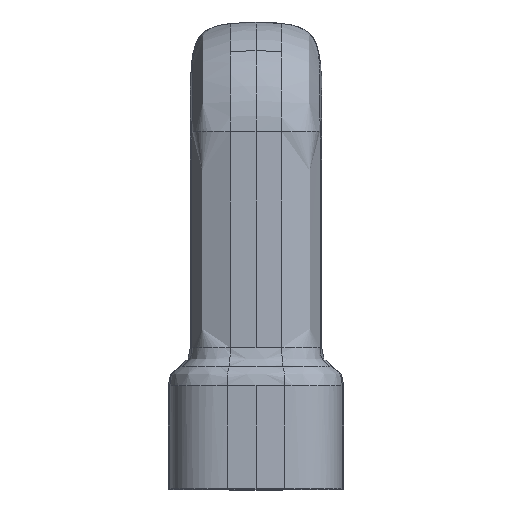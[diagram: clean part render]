
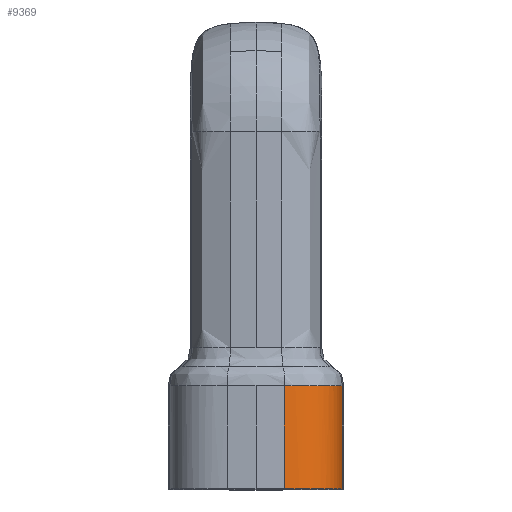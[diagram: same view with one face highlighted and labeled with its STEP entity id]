
A CAD part, left-side view. The second image highlights one B-rep face of the part: STEP entity #9369.
In plain terms, the highlighted free-form (B-spline) face has degree [3, 1] with [14, 2] control points.
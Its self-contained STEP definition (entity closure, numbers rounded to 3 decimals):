
#158 = CARTESIAN_POINT ( 'NONE',  ( -164.353, -5.088, 7.134 ) ) ;
#232 = CARTESIAN_POINT ( 'NONE',  ( -165.353, -3.925, 7.134 ) ) ;
#288 = CARTESIAN_POINT ( 'NONE',  ( -164.923, -4.563, 0.1 ) ) ;
#484 = B_SPLINE_CURVE_WITH_KNOTS ( 'NONE', 3,
 ( #11833, #2349, #1181, #4708, #3751, #158, #9475, #14242, #3595, #232, #5962, #13225, #7133, #7288 ),
 .UNSPECIFIED., .F., .F.,
 ( 4, 2, 2, 2, 2, 2, 4 ),
 ( 0., 0.25, 0.375, 0.5, 0.625, 0.75, 1. ),
 .UNSPECIFIED. ) ;
#1069 = CARTESIAN_POINT ( 'NONE',  ( -165.353, -3.925, 0.1 ) ) ;
#1083 = CARTESIAN_POINT ( 'NONE',  ( -163.68, -5.47, 0.1 ) ) ;
#1130 = VERTEX_POINT ( 'NONE', #9302 ) ;
#1164 = CARTESIAN_POINT ( 'NONE',  ( -164.353, -5.088, 0.1 ) ) ;
#1181 = CARTESIAN_POINT ( 'NONE',  ( -162.96, -5.735, 7.134 ) ) ;
#1464 = CARTESIAN_POINT ( 'NONE',  ( -165.885, -1.947, 7.134 ) ) ;
#1674 = VERTEX_POINT ( 'NONE', #7509 ) ;
#1759 = CARTESIAN_POINT ( 'NONE',  ( -165.082, -4.361, 7.134 ) ) ;
#1939 = CARTESIAN_POINT ( 'NONE',  ( -161.947, -5.885, 7.134 ) ) ;
#2184 = FACE_OUTER_BOUND ( 'NONE', #4722, .T. ) ;
#2247 = CARTESIAN_POINT ( 'NONE',  ( -164.353, -5.088, 0.1 ) ) ;
#2332 = CARTESIAN_POINT ( 'NONE',  ( -163.916, -5.357, 0.1 ) ) ;
#2349 = CARTESIAN_POINT ( 'NONE',  ( -162.457, -5.824, 7.134 ) ) ;
#2411 = CARTESIAN_POINT ( 'NONE',  ( -165.885, -1.947, 0.1 ) ) ;
#2628 = CARTESIAN_POINT ( 'NONE',  ( -164.555, -4.93, 0.1 ) ) ;
#3236 = ORIENTED_EDGE ( 'NONE', *, *, #13047, .F. ) ;
#3486 = CARTESIAN_POINT ( 'NONE',  ( -162.96, -5.735, 0.1 ) ) ;
#3595 = CARTESIAN_POINT ( 'NONE',  ( -165.082, -4.361, 7.134 ) ) ;
#3751 = CARTESIAN_POINT ( 'NONE',  ( -163.916, -5.357, 7.134 ) ) ;
#4440 = CARTESIAN_POINT ( 'NONE',  ( -165.465, -3.689, 0.1 ) ) ;
#4673 = CARTESIAN_POINT ( 'NONE',  ( -164.923, -4.563, 0.1 ) ) ;
#4708 = CARTESIAN_POINT ( 'NONE',  ( -163.68, -5.47, 7.134 ) ) ;
#4722 = EDGE_LOOP ( 'NONE', ( #3236, #10542, #12803, #6825 ) ) ;
#4786 = EDGE_CURVE ( 'NONE', #7633, #1674, #6393, .T. ) ;
#4988 = CARTESIAN_POINT ( 'NONE',  ( -165.082, -4.361, 0.1 ) ) ;
#5865 = CARTESIAN_POINT ( 'NONE',  ( -163.916, -5.357, 7.134 ) ) ;
#5962 = CARTESIAN_POINT ( 'NONE',  ( -165.465, -3.689, 7.134 ) ) ;
#5966 = EDGE_CURVE ( 'NONE', #1130, #1674, #8027, .T. ) ;
#6170 = CARTESIAN_POINT ( 'NONE',  ( -165.465, -3.689, 7.134 ) ) ;
#6393 = B_SPLINE_CURVE_WITH_KNOTS ( 'NONE', 3,
 ( #7960, #6793, #11570, #4440, #1069, #15397, #4673, #9441, #2247, #10628, #14209, #3486, #12959, #7024 ),
 .UNSPECIFIED., .F., .F.,
 ( 4, 2, 2, 2, 2, 2, 4 ),
 ( 0., 0.25, 0.375, 0.5, 0.625, 0.75, 1. ),
 .UNSPECIFIED. ) ;
#6793 = CARTESIAN_POINT ( 'NONE',  ( -165.824, -2.46, 0.1 ) ) ;
#6825 = ORIENTED_EDGE ( 'NONE', *, *, #14524, .T. ) ;
#7024 = CARTESIAN_POINT ( 'NONE',  ( -161.947, -5.885, 0.1 ) ) ;
#7133 = CARTESIAN_POINT ( 'NONE',  ( -165.824, -2.46, 7.134 ) ) ;
#7288 = CARTESIAN_POINT ( 'NONE',  ( -165.885, -1.947, 7.134 ) ) ;
#7413 = CARTESIAN_POINT ( 'NONE',  ( -165.353, -3.925, 0.1 ) ) ;
#7509 = CARTESIAN_POINT ( 'NONE',  ( -161.947, -5.885, 0.1 ) ) ;
#7633 = VERTEX_POINT ( 'NONE', #14870 ) ;
#7960 = CARTESIAN_POINT ( 'NONE',  ( -165.885, -1.947, 0.1 ) ) ;
#8027 = B_SPLINE_CURVE_WITH_KNOTS ( 'NONE', 1,
 ( #1939, #8036 ),
 .UNSPECIFIED., .F., .F.,
 ( 2, 2 ),
 ( 0., 1. ),
 .UNSPECIFIED. ) ;
#8036 = CARTESIAN_POINT ( 'NONE',  ( -161.947, -5.885, 0.1 ) ) ;
#8200 = CARTESIAN_POINT ( 'NONE',  ( -162.96, -5.735, 7.134 ) ) ;
#8209 = CARTESIAN_POINT ( 'NONE',  ( -165.885, -1.947, 7.134 ) ) ;
#8276 = CARTESIAN_POINT ( 'NONE',  ( -162.457, -5.824, 0.1 ) ) ;
#8430 = CARTESIAN_POINT ( 'NONE',  ( -165.824, -2.46, 7.134 ) ) ;
#9302 = CARTESIAN_POINT ( 'NONE',  ( -161.947, -5.885, 7.134 ) ) ;
#9369 = ADVANCED_FACE ( 'NONE', ( #2184 ), #9780, .T. ) ;
#9441 = CARTESIAN_POINT ( 'NONE',  ( -164.555, -4.93, 0.1 ) ) ;
#9475 = CARTESIAN_POINT ( 'NONE',  ( -164.555, -4.93, 7.134 ) ) ;
#9546 = CARTESIAN_POINT ( 'NONE',  ( -165.885, -1.947, 0.1 ) ) ;
#9613 = CARTESIAN_POINT ( 'NONE',  ( -165.734, -2.967, 7.134 ) ) ;
#9780 = B_SPLINE_SURFACE_WITH_KNOTS ( 'NONE', 3, 1, ( 
 ( #11739, #10565 ),
 ( #15335, #8276 ),
 ( #8200, #14147 ),
 ( #12976, #1083 ),
 ( #5865, #2332 ),
 ( #10641, #1164 ),
 ( #13206, #2628 ),
 ( #11965, #288 ),
 ( #1759, #4988 ),
 ( #13129, #7413 ),
 ( #6170, #10948 ),
 ( #9613, #10794 ),
 ( #8430, #10872 ),
 ( #1464, #2411 ) ),
 .UNSPECIFIED., .F., .F., .F.,
 ( 4, 2, 2, 2, 2, 2, 4 ),
 ( 2, 2 ),
 ( 0., 0.25, 0.375, 0.5, 0.625, 0.75, 1. ),
 ( 0., 1. ),
 .UNSPECIFIED. ) ;
#10542 = ORIENTED_EDGE ( 'NONE', *, *, #4786, .T. ) ;
#10565 = CARTESIAN_POINT ( 'NONE',  ( -161.947, -5.885, 0.1 ) ) ;
#10628 = CARTESIAN_POINT ( 'NONE',  ( -163.916, -5.357, 0.1 ) ) ;
#10641 = CARTESIAN_POINT ( 'NONE',  ( -164.353, -5.088, 7.134 ) ) ;
#10794 = CARTESIAN_POINT ( 'NONE',  ( -165.734, -2.967, 0.1 ) ) ;
#10872 = CARTESIAN_POINT ( 'NONE',  ( -165.824, -2.46, 0.1 ) ) ;
#10948 = CARTESIAN_POINT ( 'NONE',  ( -165.465, -3.689, 0.1 ) ) ;
#11254 = CARTESIAN_POINT ( 'NONE',  ( -165.885, -1.947, 7.134 ) ) ;
#11570 = CARTESIAN_POINT ( 'NONE',  ( -165.734, -2.967, 0.1 ) ) ;
#11739 = CARTESIAN_POINT ( 'NONE',  ( -161.947, -5.885, 7.134 ) ) ;
#11833 = CARTESIAN_POINT ( 'NONE',  ( -161.947, -5.885, 7.134 ) ) ;
#11965 = CARTESIAN_POINT ( 'NONE',  ( -164.923, -4.563, 7.134 ) ) ;
#12803 = ORIENTED_EDGE ( 'NONE', *, *, #5966, .F. ) ;
#12959 = CARTESIAN_POINT ( 'NONE',  ( -162.457, -5.824, 0.1 ) ) ;
#12976 = CARTESIAN_POINT ( 'NONE',  ( -163.68, -5.47, 7.134 ) ) ;
#12978 =( BOUNDED_CURVE ( )  B_SPLINE_CURVE ( 1, ( #9546, #8209 ),
 .UNSPECIFIED., .F., .T. ) 
 B_SPLINE_CURVE_WITH_KNOTS ( ( 2, 2 ),
 ( 0., 1. ),
 .UNSPECIFIED. ) 
 CURVE ( )  GEOMETRIC_REPRESENTATION_ITEM ( )  RATIONAL_B_SPLINE_CURVE ( ( 0.977, 0.977 ) ) 
 REPRESENTATION_ITEM ( '' )  );
#13047 = EDGE_CURVE ( 'NONE', #7633, #15060, #12978, .T. ) ;
#13129 = CARTESIAN_POINT ( 'NONE',  ( -165.353, -3.925, 7.134 ) ) ;
#13206 = CARTESIAN_POINT ( 'NONE',  ( -164.555, -4.93, 7.134 ) ) ;
#13225 = CARTESIAN_POINT ( 'NONE',  ( -165.734, -2.967, 7.134 ) ) ;
#14147 = CARTESIAN_POINT ( 'NONE',  ( -162.96, -5.735, 0.1 ) ) ;
#14209 = CARTESIAN_POINT ( 'NONE',  ( -163.68, -5.47, 0.1 ) ) ;
#14242 = CARTESIAN_POINT ( 'NONE',  ( -164.923, -4.563, 7.134 ) ) ;
#14524 = EDGE_CURVE ( 'NONE', #1130, #15060, #484, .T. ) ;
#14870 = CARTESIAN_POINT ( 'NONE',  ( -165.885, -1.947, 0.1 ) ) ;
#15060 = VERTEX_POINT ( 'NONE', #11254 ) ;
#15335 = CARTESIAN_POINT ( 'NONE',  ( -162.457, -5.824, 7.134 ) ) ;
#15397 = CARTESIAN_POINT ( 'NONE',  ( -165.082, -4.361, 0.1 ) ) ;
